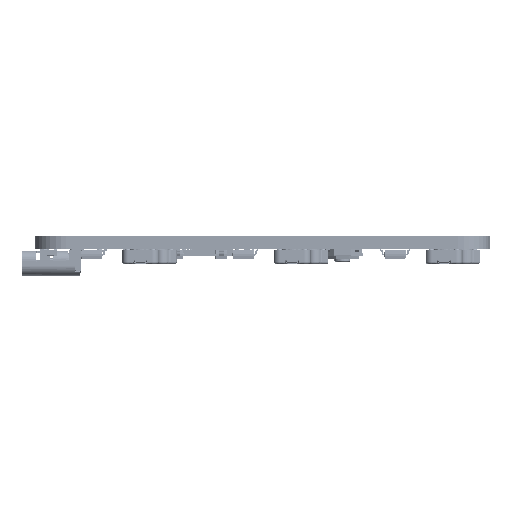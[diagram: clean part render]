
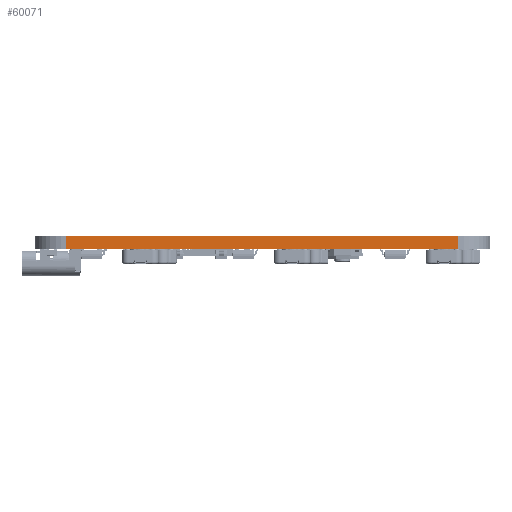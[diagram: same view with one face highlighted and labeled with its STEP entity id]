
A CAD part, left-side view. The second image highlights one B-rep face of the part: STEP entity #60071.
In plain terms, the highlighted planar face has unit normal (-1, 0, 0).
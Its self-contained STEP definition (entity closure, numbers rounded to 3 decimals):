
#57144 = VERTEX_POINT('',#57145);
#57145 = CARTESIAN_POINT('',(-7.,-4.,0.));
#57152 = EDGE_CURVE('',#57153,#57144,#57155,.T.);
#57153 = VERTEX_POINT('',#57154);
#57154 = CARTESIAN_POINT('',(-7.,-53.15,0.));
#57155 = LINE('',#57156,#57157);
#57156 = CARTESIAN_POINT('',(-7.,-53.15,0.));
#57157 = VECTOR('',#57158,1.);
#57158 = DIRECTION('',(0.,1.,0.));
#58594 = VERTEX_POINT('',#58595);
#58595 = CARTESIAN_POINT('',(-7.,-4.,1.6));
#58602 = EDGE_CURVE('',#58603,#58594,#58605,.T.);
#58603 = VERTEX_POINT('',#58604);
#58604 = CARTESIAN_POINT('',(-7.,-53.15,1.6));
#58605 = LINE('',#58606,#58607);
#58606 = CARTESIAN_POINT('',(-7.,-53.15,1.6));
#58607 = VECTOR('',#58608,1.);
#58608 = DIRECTION('',(0.,1.,0.));
#60041 = EDGE_CURVE('',#57144,#58594,#60042,.T.);
#60042 = LINE('',#60043,#60044);
#60043 = CARTESIAN_POINT('',(-7.,-4.,0.));
#60044 = VECTOR('',#60045,1.);
#60045 = DIRECTION('',(0.,0.,1.));
#60071 = ADVANCED_FACE('',(#60072),#60083,.T.);
#60072 = FACE_BOUND('',#60073,.T.);
#60073 = EDGE_LOOP('',(#60074,#60080,#60081,#60082));
#60074 = ORIENTED_EDGE('',*,*,#60075,.T.);
#60075 = EDGE_CURVE('',#57153,#58603,#60076,.T.);
#60076 = LINE('',#60077,#60078);
#60077 = CARTESIAN_POINT('',(-7.,-53.15,0.));
#60078 = VECTOR('',#60079,1.);
#60079 = DIRECTION('',(0.,0.,1.));
#60080 = ORIENTED_EDGE('',*,*,#58602,.T.);
#60081 = ORIENTED_EDGE('',*,*,#60041,.F.);
#60082 = ORIENTED_EDGE('',*,*,#57152,.F.);
#60083 = PLANE('',#60084);
#60084 = AXIS2_PLACEMENT_3D('',#60085,#60086,#60087);
#60085 = CARTESIAN_POINT('',(-7.,-53.15,0.));
#60086 = DIRECTION('',(-1.,0.,0.));
#60087 = DIRECTION('',(0.,1.,0.));
